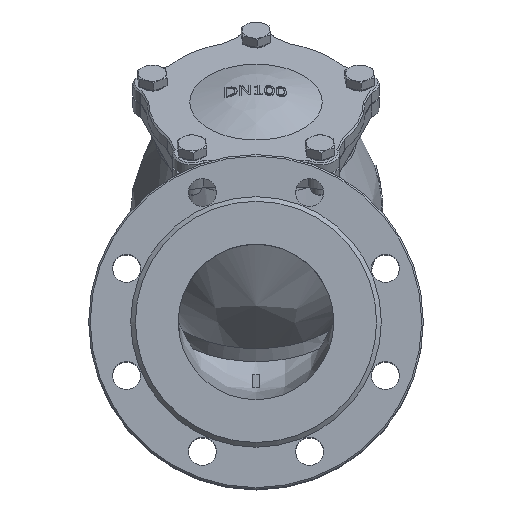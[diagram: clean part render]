
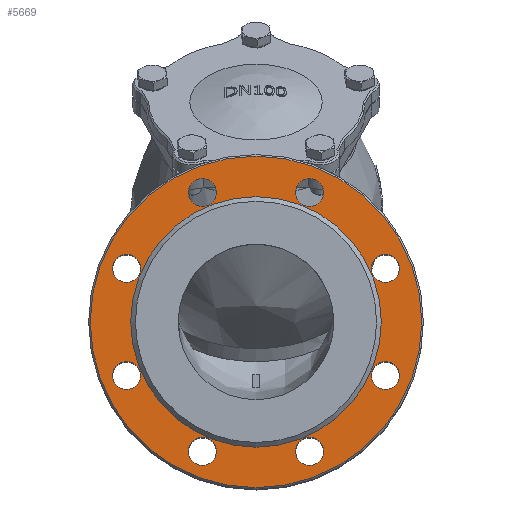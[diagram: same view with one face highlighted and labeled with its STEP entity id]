
A CAD part, top view. The second image highlights one B-rep face of the part: STEP entity #5669.
In plain terms, the highlighted planar face has unit normal (0, 0, 1).
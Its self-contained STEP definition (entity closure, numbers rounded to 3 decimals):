
#215=CIRCLE('',#6096,106.5);
#216=CIRCLE('',#6098,80.5);
#217=CIRCLE('',#6099,9.);
#218=CIRCLE('',#6100,9.);
#219=CIRCLE('',#6101,9.);
#220=CIRCLE('',#6102,9.);
#221=CIRCLE('',#6103,9.);
#222=CIRCLE('',#6104,9.);
#223=CIRCLE('',#6105,9.);
#224=CIRCLE('',#6106,9.);
#353=FACE_BOUND('',#1634,.T.);
#354=FACE_BOUND('',#1635,.T.);
#355=FACE_BOUND('',#1636,.T.);
#356=FACE_BOUND('',#1637,.T.);
#357=FACE_BOUND('',#1638,.T.);
#358=FACE_BOUND('',#1639,.T.);
#359=FACE_BOUND('',#1640,.T.);
#360=FACE_BOUND('',#1641,.T.);
#361=FACE_BOUND('',#1642,.T.);
#462=PLANE('',#6097);
#1285=FACE_OUTER_BOUND('',#1633,.T.);
#1633=EDGE_LOOP('',(#4308));
#1634=EDGE_LOOP('',(#4309));
#1635=EDGE_LOOP('',(#4310));
#1636=EDGE_LOOP('',(#4311));
#1637=EDGE_LOOP('',(#4312));
#1638=EDGE_LOOP('',(#4313));
#1639=EDGE_LOOP('',(#4314));
#1640=EDGE_LOOP('',(#4315));
#1641=EDGE_LOOP('',(#4316));
#1642=EDGE_LOOP('',(#4317));
#2484=VERTEX_POINT('',#11202);
#2485=VERTEX_POINT('',#11206);
#2486=VERTEX_POINT('',#11208);
#2487=VERTEX_POINT('',#11210);
#2488=VERTEX_POINT('',#11212);
#2489=VERTEX_POINT('',#11214);
#2490=VERTEX_POINT('',#11216);
#2491=VERTEX_POINT('',#11218);
#2492=VERTEX_POINT('',#11220);
#2493=VERTEX_POINT('',#11222);
#3132=EDGE_CURVE('',#2484,#2484,#215,.T.);
#3134=EDGE_CURVE('',#2485,#2485,#216,.T.);
#3135=EDGE_CURVE('',#2486,#2486,#217,.T.);
#3136=EDGE_CURVE('',#2487,#2487,#218,.T.);
#3137=EDGE_CURVE('',#2488,#2488,#219,.T.);
#3138=EDGE_CURVE('',#2489,#2489,#220,.T.);
#3139=EDGE_CURVE('',#2490,#2490,#221,.T.);
#3140=EDGE_CURVE('',#2491,#2491,#222,.T.);
#3141=EDGE_CURVE('',#2492,#2492,#223,.T.);
#3142=EDGE_CURVE('',#2493,#2493,#224,.T.);
#4308=ORIENTED_EDGE('',*,*,#3132,.F.);
#4309=ORIENTED_EDGE('',*,*,#3134,.F.);
#4310=ORIENTED_EDGE('',*,*,#3135,.T.);
#4311=ORIENTED_EDGE('',*,*,#3136,.T.);
#4312=ORIENTED_EDGE('',*,*,#3137,.T.);
#4313=ORIENTED_EDGE('',*,*,#3138,.T.);
#4314=ORIENTED_EDGE('',*,*,#3139,.T.);
#4315=ORIENTED_EDGE('',*,*,#3140,.T.);
#4316=ORIENTED_EDGE('',*,*,#3141,.T.);
#4317=ORIENTED_EDGE('',*,*,#3142,.T.);
#5669=ADVANCED_FACE('',(#1285,#353,#354,#355,#356,#357,#358,#359,#360,#361),
#462,.T.);
#6096=AXIS2_PLACEMENT_3D('',#11203,#6758,#6759);
#6097=AXIS2_PLACEMENT_3D('',#11205,#6761,#6762);
#6098=AXIS2_PLACEMENT_3D('',#11207,#6763,#6764);
#6099=AXIS2_PLACEMENT_3D('',#11209,#6765,#6766);
#6100=AXIS2_PLACEMENT_3D('',#11211,#6767,#6768);
#6101=AXIS2_PLACEMENT_3D('',#11213,#6769,#6770);
#6102=AXIS2_PLACEMENT_3D('',#11215,#6771,#6772);
#6103=AXIS2_PLACEMENT_3D('',#11217,#6773,#6774);
#6104=AXIS2_PLACEMENT_3D('',#11219,#6775,#6776);
#6105=AXIS2_PLACEMENT_3D('',#11221,#6777,#6778);
#6106=AXIS2_PLACEMENT_3D('',#11223,#6779,#6780);
#6758=DIRECTION('center_axis',(0.,0.,-1.));
#6759=DIRECTION('ref_axis',(-1.,0.,0.));
#6761=DIRECTION('center_axis',(0.,0.,1.));
#6762=DIRECTION('ref_axis',(1.,0.,0.));
#6763=DIRECTION('center_axis',(0.,0.,1.));
#6764=DIRECTION('ref_axis',(-1.,0.,0.));
#6765=DIRECTION('center_axis',(0.,0.,-1.));
#6766=DIRECTION('ref_axis',(-1.,0.,0.));
#6767=DIRECTION('center_axis',(0.,0.,-1.));
#6768=DIRECTION('ref_axis',(-1.,0.,0.));
#6769=DIRECTION('center_axis',(0.,0.,-1.));
#6770=DIRECTION('ref_axis',(-1.,0.,0.));
#6771=DIRECTION('center_axis',(0.,0.,-1.));
#6772=DIRECTION('ref_axis',(-1.,0.,0.));
#6773=DIRECTION('center_axis',(0.,0.,-1.));
#6774=DIRECTION('ref_axis',(-1.,0.,0.));
#6775=DIRECTION('center_axis',(0.,0.,-1.));
#6776=DIRECTION('ref_axis',(-1.,0.,0.));
#6777=DIRECTION('center_axis',(0.,0.,-1.));
#6778=DIRECTION('ref_axis',(-1.,0.,0.));
#6779=DIRECTION('center_axis',(0.,0.,-1.));
#6780=DIRECTION('ref_axis',(-1.,0.,0.));
#11202=CARTESIAN_POINT('',(106.5,0.,297.));
#11203=CARTESIAN_POINT('Origin',(0.,0.,297.));
#11205=CARTESIAN_POINT('Origin',(0.,0.,297.));
#11206=CARTESIAN_POINT('',(80.5,0.,297.));
#11207=CARTESIAN_POINT('Origin',(0.,0.,297.));
#11208=CARTESIAN_POINT('',(43.442,83.149,297.));
#11209=CARTESIAN_POINT('Origin',(34.442,83.149,297.));
#11210=CARTESIAN_POINT('',(-25.442,83.149,297.));
#11211=CARTESIAN_POINT('Origin',(-34.442,83.149,297.));
#11212=CARTESIAN_POINT('',(-74.149,34.442,297.));
#11213=CARTESIAN_POINT('Origin',(-83.149,34.442,297.));
#11214=CARTESIAN_POINT('',(-74.149,-34.442,297.));
#11215=CARTESIAN_POINT('Origin',(-83.149,-34.442,297.));
#11216=CARTESIAN_POINT('',(-25.442,-83.149,297.));
#11217=CARTESIAN_POINT('Origin',(-34.442,-83.149,297.));
#11218=CARTESIAN_POINT('',(43.442,-83.149,297.));
#11219=CARTESIAN_POINT('Origin',(34.442,-83.149,297.));
#11220=CARTESIAN_POINT('',(92.149,-34.442,297.));
#11221=CARTESIAN_POINT('Origin',(83.149,-34.442,297.));
#11222=CARTESIAN_POINT('',(92.149,34.442,297.));
#11223=CARTESIAN_POINT('Origin',(83.149,34.442,297.));
